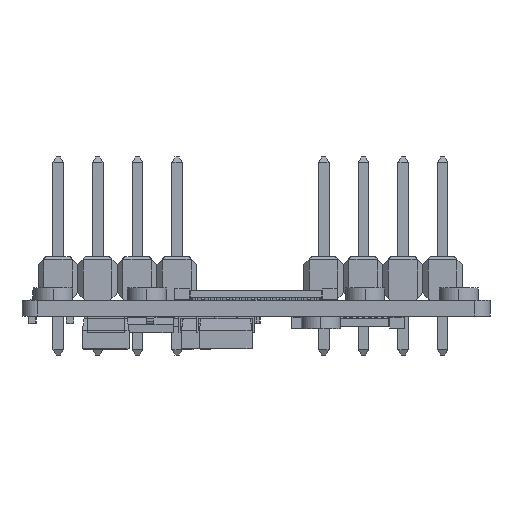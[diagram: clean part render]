
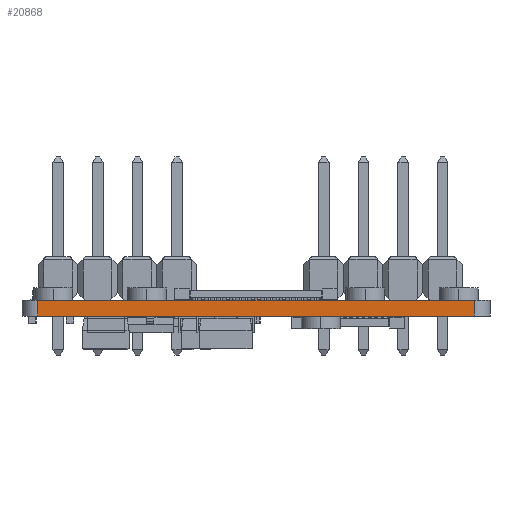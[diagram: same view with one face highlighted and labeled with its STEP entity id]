
A CAD part, left-side view. The second image highlights one B-rep face of the part: STEP entity #20868.
In plain terms, the highlighted planar face has unit normal (-1, 0, 0).
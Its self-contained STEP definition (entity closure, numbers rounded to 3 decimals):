
#13101=FACE_OUTER_BOUND($,#15968,.T.);
#15968=EDGE_LOOP($,(#41172,#41173,#41174,#41175));
#18913=PLANE($,#36609);
#20868=ADVANCED_FACE($,(#13101),#18913,.T.);
#23685=VECTOR($,#69188,28.);
#23693=VECTOR($,#69196,28.);
#23703=VECTOR($,#69206,1.);
#23704=VECTOR($,#69207,1.);
#29332=LINE($,#83482,#23685);
#29340=LINE($,#83499,#23693);
#29350=LINE($,#83482,#23703);
#29351=LINE($,#83483,#23704);
#36609=AXIS2_PLACEMENT_3D($,#83482,#69217,$);
#41172=ORIENTED_EDGE($,*,*,#56377,.T.);
#41173=ORIENTED_EDGE($,*,*,#56402,.T.);
#41174=ORIENTED_EDGE($,*,*,#56389,.F.);
#41175=ORIENTED_EDGE($,*,*,#56401,.F.);
#56377=EDGE_CURVE($,#64025,#64026,#29332,.T.);
#56389=EDGE_CURVE($,#64038,#64039,#29340,.T.);
#56401=EDGE_CURVE($,#64025,#64038,#29350,.T.);
#56402=EDGE_CURVE($,#64026,#64039,#29351,.T.);
#64025=VERTEX_POINT($,#83482);
#64026=VERTEX_POINT($,#83483);
#64038=VERTEX_POINT($,#83499);
#64039=VERTEX_POINT($,#83500);
#69188=DIRECTION($,(0.,1.,0.));
#69196=DIRECTION($,(0.,1.,0.));
#69206=DIRECTION($,(0.,0.,-1.));
#69207=DIRECTION($,(0.,0.,-1.));
#69217=DIRECTION($,(-1.,0.,0.));
#83482=CARTESIAN_POINT('',(0.,1.,0.));
#83483=CARTESIAN_POINT('',(0.,29.,0.));
#83499=CARTESIAN_POINT('',(0.,1.,-1.));
#83500=CARTESIAN_POINT('',(0.,29.,-1.));
